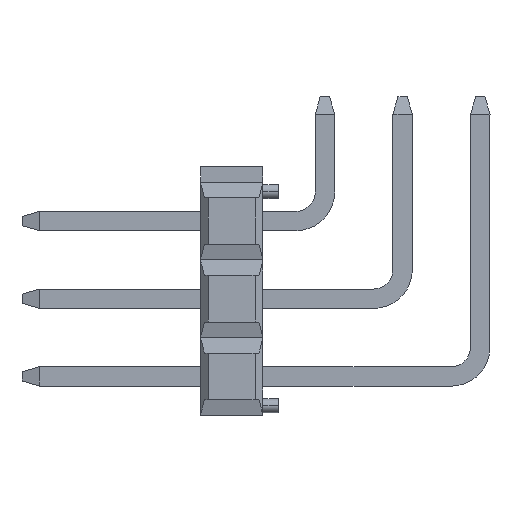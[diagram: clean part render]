
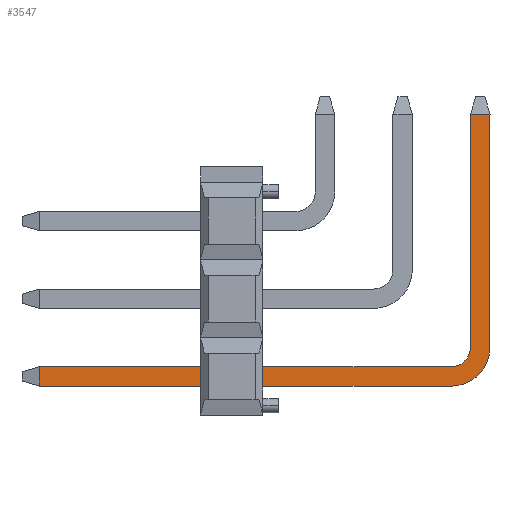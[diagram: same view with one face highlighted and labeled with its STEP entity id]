
A CAD part, left-side view. The second image highlights one B-rep face of the part: STEP entity #3547.
In plain terms, the highlighted face is planar.
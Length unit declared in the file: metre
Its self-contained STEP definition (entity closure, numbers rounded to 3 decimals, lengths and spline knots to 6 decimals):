
#2482 = VERTEX_POINT ( 'NONE', #11185 ) ;
#2485 = VERTEX_POINT ( 'NONE', #11178 ) ;
#2547 = EDGE_CURVE ( 'NONE', #2485, #2482, #11272, .T. ) ;
#2627 = VERTEX_POINT ( 'NONE', #11447 ) ;
#2770 = VERTEX_POINT ( 'NONE', #11826 ) ;
#2800 = EDGE_CURVE ( 'NONE', #2627, #2770, #11880, .T. ) ;
#3491 = VERTEX_POINT ( 'NONE', #14234 ) ;
#3492 = VERTEX_POINT ( 'NONE', #14197 ) ;
#3493 = ORIENTED_EDGE ( 'NONE', *, *, #3551, .T. ) ;
#3495 = EDGE_CURVE ( 'NONE', #2485, #3550, #14227, .T. ) ;
#3496 = VERTEX_POINT ( 'NONE', #14231 ) ;
#3497 = EDGE_CURVE ( 'NONE', #2482, #3491, #14228, .T. ) ;
#3540 = ORIENTED_EDGE ( 'NONE', *, *, #3557, .F. ) ;
#3541 = EDGE_LOOP ( 'NONE', ( #3549, #3572, #3542, #3570, #3493, #3552, #3556, #3540 ) ) ;
#3542 = ORIENTED_EDGE ( 'NONE', *, *, #3497, .T. ) ;
#3547 = ADVANCED_FACE ( 'NONE', ( #14367 ), #14352, .T. ) ;
#3549 = ORIENTED_EDGE ( 'NONE', *, *, #3495, .F. ) ;
#3550 = VERTEX_POINT ( 'NONE', #14366 ) ;
#3551 = EDGE_CURVE ( 'NONE', #3496, #2627, #14397, .T. ) ;
#3552 = ORIENTED_EDGE ( 'NONE', *, *, #2800, .T. ) ;
#3555 = EDGE_CURVE ( 'NONE', #3492, #2770, #14386, .T. ) ;
#3556 = ORIENTED_EDGE ( 'NONE', *, *, #3555, .F. ) ;
#3557 = EDGE_CURVE ( 'NONE', #3550, #3492, #14387, .T. ) ;
#3570 = ORIENTED_EDGE ( 'NONE', *, *, #3571, .T. ) ;
#3571 = EDGE_CURVE ( 'NONE', #3491, #3496, #14406, .T. ) ;
#3572 = ORIENTED_EDGE ( 'NONE', *, *, #2547, .T. ) ;
#11178 = CARTESIAN_POINT ( 'NONE',  ( 0.008572, -0.000318, 0.000317 ) ) ;
#11185 = CARTESIAN_POINT ( 'NONE',  ( 0.008573, 0.000317, 0.000317 ) ) ;
#11269 = DIRECTION ( 'NONE',  ( 0., 1., 0. ) ) ;
#11270 = VECTOR ( 'NONE', #11269, 1. ) ;
#11271 = CARTESIAN_POINT ( 'NONE',  ( 0.008572, -0.000318, 0.000318 ) ) ;
#11272 = LINE ( 'NONE', #11271, #11270 ) ;
#11447 = CARTESIAN_POINT ( 'NONE',  ( 0.000317, 0.014415, 0.000317 ) ) ;
#11826 = CARTESIAN_POINT ( 'NONE',  ( -0.000317, 0.014415, 0.000318 ) ) ;
#11879 = CARTESIAN_POINT ( 'NONE',  ( -0.000318, 0.014415, 0.000318 ) ) ;
#11880 = LINE ( 'NONE', #11879, #11897 ) ;
#11896 = DIRECTION ( 'NONE',  ( -1., 0., 0. ) ) ;
#11897 = VECTOR ( 'NONE', #11896, 1. ) ;
#14197 = CARTESIAN_POINT ( 'NONE',  ( -0.000318, 0.000952, 0.000318 ) ) ;
#14219 = VECTOR ( 'NONE', #14222, 1. ) ;
#14222 = DIRECTION ( 'NONE',  ( -1., 0., 0. ) ) ;
#14223 = CARTESIAN_POINT ( 'NONE',  ( 0.000953, 0.000318, 0.000317 ) ) ;
#14224 = DIRECTION ( 'NONE',  ( -1., 0., 0. ) ) ;
#14225 = VECTOR ( 'NONE', #14224, 1. ) ;
#14226 = CARTESIAN_POINT ( 'NONE',  ( 0.000953, -0.000318, 0.000317 ) ) ;
#14227 = LINE ( 'NONE', #14226, #14225 ) ;
#14228 = LINE ( 'NONE', #14223, #14219 ) ;
#14231 = CARTESIAN_POINT ( 'NONE',  ( 0.000318, 0.000952, 0.000318 ) ) ;
#14234 = CARTESIAN_POINT ( 'NONE',  ( 0.000952, 0.000318, 0.000317 ) ) ;
#14352 = PLANE ( 'NONE',  #14365 ) ;
#14365 = AXIS2_PLACEMENT_3D ( 'NONE', #14400, #14399, #14398 ) ;
#14366 = CARTESIAN_POINT ( 'NONE',  ( 0.000952, -0.000318, 0.000317 ) ) ;
#14367 = FACE_OUTER_BOUND ( 'NONE', #3541, .T. ) ;
#14381 = DIRECTION ( 'NONE',  ( 1., 0., 0. ) ) ;
#14382 = DIRECTION ( 'NONE',  ( 0., 1., 0. ) ) ;
#14383 = VECTOR ( 'NONE', #14382, 1. ) ;
#14384 = CARTESIAN_POINT ( 'NONE',  ( -0.000318, 0.014415, 0.000318 ) ) ;
#14385 = DIRECTION ( 'NONE',  ( 0., 0., -1. ) ) ;
#14386 = LINE ( 'NONE', #14384, #14383 ) ;
#14387 = CIRCLE ( 'NONE', #14395, 0.00127 ) ;
#14392 = CARTESIAN_POINT ( 'NONE',  ( 0.000953, 0.000953, 0.000318 ) ) ;
#14393 = DIRECTION ( 'NONE',  ( 0., 1., 0. ) ) ;
#14394 = VECTOR ( 'NONE', #14393, 1. ) ;
#14395 = AXIS2_PLACEMENT_3D ( 'NONE', #14392, #14385, #14381 ) ;
#14396 = CARTESIAN_POINT ( 'NONE',  ( 0.000318, 0.014415, 0.000318 ) ) ;
#14397 = LINE ( 'NONE', #14396, #14394 ) ;
#14398 = DIRECTION ( 'NONE',  ( 1., 0., 0. ) ) ;
#14399 = DIRECTION ( 'NONE',  ( 0., 0., 1. ) ) ;
#14400 = CARTESIAN_POINT ( 'NONE',  ( -0.000318, -0.000318, 0.000318 ) ) ;
#14406 = CIRCLE ( 'NONE', #14408, 0.000635 ) ;
#14408 = AXIS2_PLACEMENT_3D ( 'NONE', #14422, #14448, #14447 ) ;
#14422 = CARTESIAN_POINT ( 'NONE',  ( 0.000953, 0.000953, 0.000318 ) ) ;
#14447 = DIRECTION ( 'NONE',  ( 1., 0., 0. ) ) ;
#14448 = DIRECTION ( 'NONE',  ( 0., 0., -1. ) ) ;
